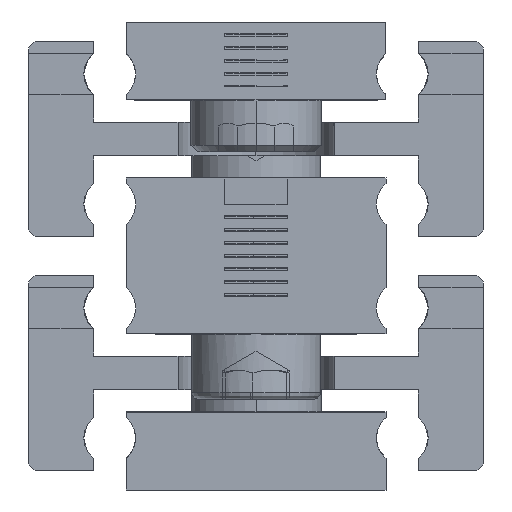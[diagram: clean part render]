
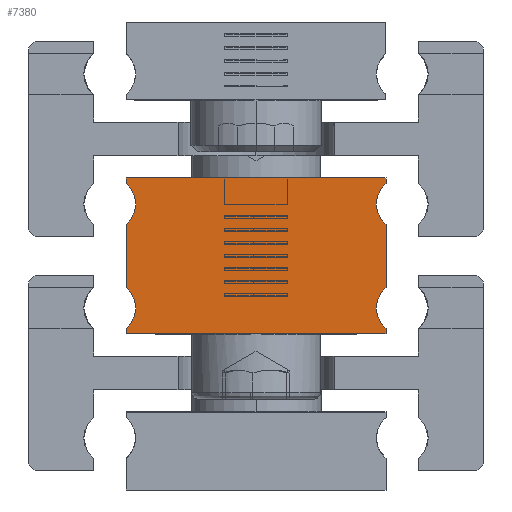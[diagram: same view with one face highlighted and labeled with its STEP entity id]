
A CAD part, front view. The second image highlights one B-rep face of the part: STEP entity #7380.
In plain terms, the highlighted planar face has unit normal (0, -1, 0).
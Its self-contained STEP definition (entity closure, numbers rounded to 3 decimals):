
#6191=CARTESIAN_POINT('',(-9.25,-550.0,-1.5));
#6192=VERTEX_POINT('',#6191);
#6201=CARTESIAN_POINT('',(-10.0,-550.0,0.061));
#6202=VERTEX_POINT('',#6201);
#6203=CARTESIAN_POINT('',(-11.25,-550.0,-1.5));
#6204=DIRECTION('',(0.0,1.0,0.0));
#6205=DIRECTION('',(1.0,0.0,0.0));
#6206=AXIS2_PLACEMENT_3D('',#6203,#6204,#6205);
#6207=CIRCLE('',#6206,2.0);
#6208=EDGE_CURVE('',#6202,#6192,#6207,.T.);
#6235=CARTESIAN_POINT('',(9.25,-550.0,-1.5));
#6236=VERTEX_POINT('',#6235);
#6252=CARTESIAN_POINT('',(10.0,-550.0,0.061));
#6253=VERTEX_POINT('',#6252);
#6260=CARTESIAN_POINT('',(11.25,-550.0,-1.5));
#6261=DIRECTION('',(0.0,1.0,0.0));
#6262=DIRECTION('',(1.0,0.0,0.0));
#6263=AXIS2_PLACEMENT_3D('',#6260,#6261,#6262);
#6264=CIRCLE('',#6263,2.0);
#6265=EDGE_CURVE('',#6236,#6253,#6264,.T.);
#6275=CARTESIAN_POINT('',(-9.25,-550.0,6.5));
#6276=VERTEX_POINT('',#6275);
#6285=CARTESIAN_POINT('',(-10.0,-550.0,8.061));
#6286=VERTEX_POINT('',#6285);
#6287=CARTESIAN_POINT('',(-11.25,-550.0,6.5));
#6288=DIRECTION('',(0.0,1.0,0.0));
#6289=DIRECTION('',(1.0,0.0,0.0));
#6290=AXIS2_PLACEMENT_3D('',#6287,#6288,#6289);
#6291=CIRCLE('',#6290,2.0);
#6292=EDGE_CURVE('',#6286,#6276,#6291,.T.);
#6319=CARTESIAN_POINT('',(9.25,-550.0,6.5));
#6320=VERTEX_POINT('',#6319);
#6336=CARTESIAN_POINT('',(10.0,-550.0,8.061));
#6337=VERTEX_POINT('',#6336);
#6344=CARTESIAN_POINT('',(11.25,-550.0,6.5));
#6345=DIRECTION('',(0.0,1.0,0.0));
#6346=DIRECTION('',(1.0,0.0,0.0));
#6347=AXIS2_PLACEMENT_3D('',#6344,#6345,#6346);
#6348=CIRCLE('',#6347,2.0);
#6349=EDGE_CURVE('',#6320,#6337,#6348,.T.);
#6978=CARTESIAN_POINT('',(-10.,-550.0,8.5));
#6979=VERTEX_POINT('',#6978);
#6986=CARTESIAN_POINT('',(10.0,-550.0,8.5));
#6987=VERTEX_POINT('',#6986);
#6988=CARTESIAN_POINT('',(-10.,-550.0,8.5));
#6989=DIRECTION('',(1.0,0.0,0.0));
#6990=VECTOR('',#6989,20.);
#6991=LINE('',#6988,#6990);
#6992=EDGE_CURVE('',#6979,#6987,#6991,.T.);
#7038=CARTESIAN_POINT('',(10.0,-550.0,4.939));
#7039=VERTEX_POINT('',#7038);
#7040=CARTESIAN_POINT('',(11.25,-550.0,6.5));
#7041=DIRECTION('',(0.0,1.0,0.0));
#7042=DIRECTION('',(1.0,0.0,0.0));
#7043=AXIS2_PLACEMENT_3D('',#7040,#7041,#7042);
#7044=CIRCLE('',#7043,2.0);
#7045=EDGE_CURVE('',#7039,#6320,#7044,.T.);
#7080=CARTESIAN_POINT('',(-10.0,-550.0,4.939));
#7081=VERTEX_POINT('',#7080);
#7088=CARTESIAN_POINT('',(-11.25,-550.0,6.5));
#7089=DIRECTION('',(0.0,1.0,0.0));
#7090=DIRECTION('',(1.0,0.0,0.0));
#7091=AXIS2_PLACEMENT_3D('',#7088,#7089,#7090);
#7092=CIRCLE('',#7091,2.0);
#7093=EDGE_CURVE('',#6276,#7081,#7092,.T.);
#7104=CARTESIAN_POINT('',(10.0,-550.0,4.939));
#7105=DIRECTION('',(0.0,0.0,-1.0));
#7106=VECTOR('',#7105,4.878);
#7107=LINE('',#7104,#7106);
#7108=EDGE_CURVE('',#7039,#6253,#7107,.T.);
#7133=CARTESIAN_POINT('',(10.0,-550.0,8.5));
#7134=DIRECTION('',(0.0,0.0,-1.0));
#7135=VECTOR('',#7134,0.439);
#7136=LINE('',#7133,#7135);
#7137=EDGE_CURVE('',#6987,#6337,#7136,.T.);
#7155=CARTESIAN_POINT('',(-10.0,-550.0,0.061));
#7156=DIRECTION('',(0.0,0.0,1.0));
#7157=VECTOR('',#7156,4.878);
#7158=LINE('',#7155,#7157);
#7159=EDGE_CURVE('',#6202,#7081,#7158,.T.);
#7235=CARTESIAN_POINT('',(10.0,-550.0,-3.061));
#7236=VERTEX_POINT('',#7235);
#7237=CARTESIAN_POINT('',(11.25,-550.0,-1.5));
#7238=DIRECTION('',(0.0,1.0,0.0));
#7239=DIRECTION('',(1.0,0.0,0.0));
#7240=AXIS2_PLACEMENT_3D('',#7237,#7238,#7239);
#7241=CIRCLE('',#7240,2.0);
#7242=EDGE_CURVE('',#7236,#6236,#7241,.T.);
#7261=CARTESIAN_POINT('',(-10.0,-550.0,-3.061));
#7262=VERTEX_POINT('',#7261);
#7269=CARTESIAN_POINT('',(-11.25,-550.0,-1.5));
#7270=DIRECTION('',(0.0,1.0,0.0));
#7271=DIRECTION('',(1.0,0.0,0.0));
#7272=AXIS2_PLACEMENT_3D('',#7269,#7270,#7271);
#7273=CIRCLE('',#7272,2.0);
#7274=EDGE_CURVE('',#6192,#7262,#7273,.T.);
#7285=CARTESIAN_POINT('',(10.0,-550.0,-3.5));
#7286=VERTEX_POINT('',#7285);
#7287=CARTESIAN_POINT('',(10.0,-550.0,-3.061));
#7288=DIRECTION('',(0.0,0.0,-1.0));
#7289=VECTOR('',#7288,0.439);
#7290=LINE('',#7287,#7289);
#7291=EDGE_CURVE('',#7236,#7286,#7290,.T.);
#7310=CARTESIAN_POINT('',(-10.0,-550.0,-3.5));
#7311=VERTEX_POINT('',#7310);
#7318=CARTESIAN_POINT('',(-10.0,-550.0,-3.5));
#7319=DIRECTION('',(0.0,0.0,1.0));
#7320=VECTOR('',#7319,0.439);
#7321=LINE('',#7318,#7320);
#7322=EDGE_CURVE('',#7311,#7262,#7321,.T.);
#7333=CARTESIAN_POINT('',(-10.0,-550.0,8.061));
#7334=DIRECTION('',(0.0,0.0,1.0));
#7335=VECTOR('',#7334,0.439);
#7336=LINE('',#7333,#7335);
#7337=EDGE_CURVE('',#6286,#6979,#7336,.T.);
#7344=CARTESIAN_POINT('',(0.,-550.0,-1.));
#7345=DIRECTION('',(0.0,1.0,0.0));
#7346=DIRECTION('',(0.0,0.0,1.0));
#7347=AXIS2_PLACEMENT_3D('',#7344,#7345,#7346);
#7348=PLANE('',#7347);
#7349=ORIENTED_EDGE('',*,*,#7045,.T.);
#7350=ORIENTED_EDGE('',*,*,#6349,.T.);
#7351=ORIENTED_EDGE('',*,*,#7137,.F.);
#7352=ORIENTED_EDGE('',*,*,#6992,.F.);
#7353=ORIENTED_EDGE('',*,*,#7337,.F.);
#7354=ORIENTED_EDGE('',*,*,#6292,.T.);
#7355=ORIENTED_EDGE('',*,*,#7093,.T.);
#7356=ORIENTED_EDGE('',*,*,#7159,.F.);
#7357=ORIENTED_EDGE('',*,*,#6208,.T.);
#7358=ORIENTED_EDGE('',*,*,#7274,.T.);
#7359=ORIENTED_EDGE('',*,*,#7322,.F.);
#7360=CARTESIAN_POINT('',(0.,-550.0,-3.5));
#7361=VERTEX_POINT('',#7360);
#7362=CARTESIAN_POINT('',(0.,-550.0,-3.5));
#7363=DIRECTION('',(-1.0,0.0,0.0));
#7364=VECTOR('',#7363,10.);
#7365=LINE('',#7362,#7364);
#7366=EDGE_CURVE('',#7361,#7311,#7365,.T.);
#7367=ORIENTED_EDGE('',*,*,#7366,.F.);
#7368=CARTESIAN_POINT('',(10.0,-550.0,-3.5));
#7369=DIRECTION('',(-1.0,0.0,0.0));
#7370=VECTOR('',#7369,10.);
#7371=LINE('',#7368,#7370);
#7372=EDGE_CURVE('',#7286,#7361,#7371,.T.);
#7373=ORIENTED_EDGE('',*,*,#7372,.F.);
#7374=ORIENTED_EDGE('',*,*,#7291,.F.);
#7375=ORIENTED_EDGE('',*,*,#7242,.T.);
#7376=ORIENTED_EDGE('',*,*,#6265,.T.);
#7377=ORIENTED_EDGE('',*,*,#7108,.F.);
#7378=EDGE_LOOP('',(#7349,#7350,#7351,#7352,#7353,#7354,#7355,#7356,#7357,#7358,#7359,#7367,#7373,#7374,#7375,#7376,#7377));
#7379=FACE_OUTER_BOUND('',#7378,.T.);
#7380=ADVANCED_FACE('',(#7379),#7348,.F.);
